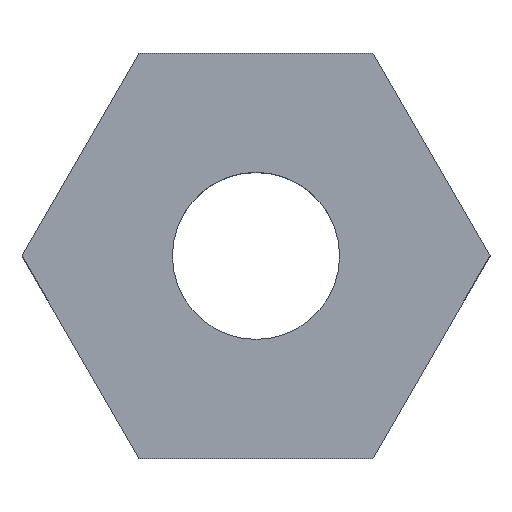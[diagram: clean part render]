
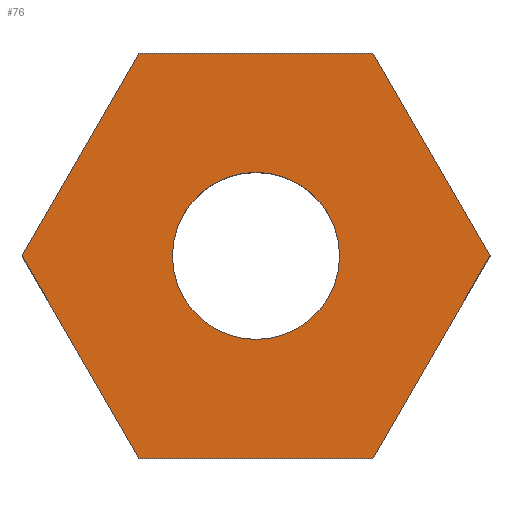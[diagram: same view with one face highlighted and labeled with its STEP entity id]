
A CAD part, top view. The second image highlights one B-rep face of the part: STEP entity #76.
In plain terms, the highlighted planar face has unit normal (0, 0, 1).
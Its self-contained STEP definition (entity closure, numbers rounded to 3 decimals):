
#1=CARTESIAN_POINT('POINT1',(-13.335,7.699,
   6.35));
#2=VERTEX_POINT('VERTEX1',#1);
#3=CARTESIAN_POINT('POINT2',(-8.89,0.,6.35));
#4=VERTEX_POINT('VERTEX2',#3);
#5=CARTESIAN_POINT('POS1',(-13.335,7.699,6.35)
   );
#6=DIRECTION('DIR1',(0.5,-0.866,0.));
#7=VECTOR('VEC1',#6,25.4);
#8=LINE('STRAIGHT1',#5,#7);
#9=EDGE_CURVE('EDGE1',#2,#4,#8,.T.);
#10=ORIENTED_EDGE('COEDGE1',*,*,#9,.T.);
#11=CARTESIAN_POINT('POINT3',(0.,0.,6.35));
#12=VERTEX_POINT('VERTEX3',#11);
#13=CARTESIAN_POINT('POS2',(-8.89,0.,6.35));
#14=DIRECTION('DIR2',(1.,0.,0.));
#15=VECTOR('VEC2',#14,25.4);
#16=LINE('STRAIGHT2',#13,#15);
#17=EDGE_CURVE('EDGE2',#4,#12,#16,.T.);
#18=ORIENTED_EDGE('COEDGE2',*,*,#17,.T.);
#19=CARTESIAN_POINT('POINT4',(4.445,7.699,6.35
   ));
#20=VERTEX_POINT('VERTEX4',#19);
#21=CARTESIAN_POINT('POS3',(0.,0.,6.35));
#22=DIRECTION('DIR3',(0.5,0.866,0.));
#23=VECTOR('VEC3',#22,25.4);
#24=LINE('STRAIGHT3',#21,#23);
#25=EDGE_CURVE('EDGE3',#12,#20,#24,.T.);
#26=ORIENTED_EDGE('COEDGE3',*,*,#25,.T.);
#27=CARTESIAN_POINT('POINT5',(0.,15.398,6.35))
   ;
#28=VERTEX_POINT('VERTEX5',#27);
#29=CARTESIAN_POINT('POS4',(4.445,7.699,6.35))
   ;
#30=DIRECTION('DIR4',(-0.5,0.866,0.));
#31=VECTOR('VEC4',#30,25.4);
#32=LINE('STRAIGHT4',#29,#31);
#33=EDGE_CURVE('EDGE4',#20,#28,#32,.T.);
#34=ORIENTED_EDGE('COEDGE4',*,*,#33,.T.);
#35=CARTESIAN_POINT('POINT6',(-8.89,15.398,6.35
   ));
#36=VERTEX_POINT('VERTEX6',#35);
#37=CARTESIAN_POINT('POS5',(0.,15.398,6.35));
#38=DIRECTION('DIR5',(-1.,0.,0.));
#39=VECTOR('VEC5',#38,25.4);
#40=LINE('STRAIGHT5',#37,#39);
#41=EDGE_CURVE('EDGE5',#28,#36,#40,.T.);
#42=ORIENTED_EDGE('COEDGE5',*,*,#41,.T.);
#43=CARTESIAN_POINT('POS6',(-8.89,15.398,6.35))
   ;
#44=DIRECTION('DIR6',(-0.5,-0.866,0.));
#45=VECTOR('VEC6',#44,25.4);
#46=LINE('STRAIGHT6',#43,#45);
#47=EDGE_CURVE('EDGE6',#36,#2,#46,.T.);
#48=ORIENTED_EDGE('COEDGE6',*,*,#47,.T.);
#49=EDGE_LOOP('NONE',(#10,#18,#26,#34,#42,#48));
#50=FACE_BOUND('LOOP1',#49,.T.);
#51=CARTESIAN_POINT('POINT7',(-6.033,10.449,
   6.35));
#52=VERTEX_POINT('VERTEX7',#51);
#53=CARTESIAN_POINT('POINT8',(-2.858,4.949,
   6.35));
#54=VERTEX_POINT('VERTEX8',#53);
#55=CARTESIAN_POINT('POS7',(-4.445,7.699,6.35)
   );
#56=DIRECTION('DIR7',(0.,0.,1.));
#57=DIRECTION('DIR8',(-0.5,0.866,0.));
#58=AXIS2_PLACEMENT_3D('AXIS1',#55,#56,#57);
#59=CIRCLE('ELLIPSE1',#58,3.175);
#60=EDGE_CURVE('EDGE7',#52,#54,#59,.T.);
#61=ORIENTED_EDGE('COEDGE7',*,*,#60,.F.);
#62=CARTESIAN_POINT('POS8',(-4.445,7.699,6.35)
   );
#63=DIRECTION('DIR9',(0.,0.,1.));
#64=DIRECTION('DIR10',(0.5,-0.866,
   0.));
#65=AXIS2_PLACEMENT_3D('AXIS2',#62,#63,#64);
#66=CIRCLE('ELLIPSE2',#65,3.175);
#67=EDGE_CURVE('EDGE8',#54,#52,#66,.T.);
#68=ORIENTED_EDGE('COEDGE8',*,*,#67,.F.);
#69=EDGE_LOOP('NONE',(#61,#68));
#70=FACE_BOUND('LOOP1',#69,.T.);
#71=CARTESIAN_POINT('POS9',(0.,0.,6.35));
#72=DIRECTION('DIR11',(0.,0.,1.));
#73=DIRECTION('DIR12',(1.,0.,0.));
#74=AXIS2_PLACEMENT_3D('AXIS3',#71,#72,#73);
#75=PLANE('PLANE1',#74);
#76=ADVANCED_FACE('FACE1',(#50,#70),#75,.T.);
